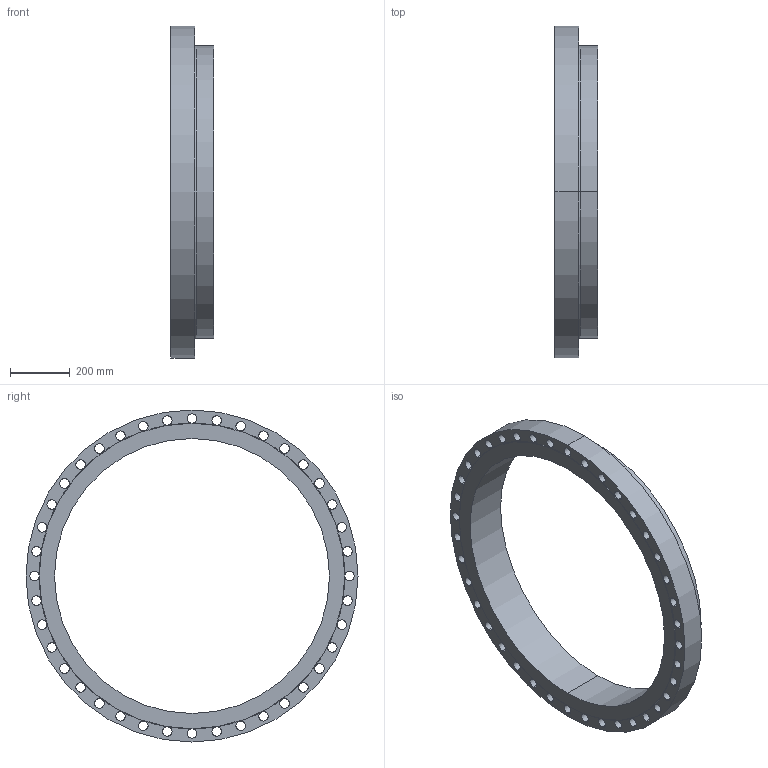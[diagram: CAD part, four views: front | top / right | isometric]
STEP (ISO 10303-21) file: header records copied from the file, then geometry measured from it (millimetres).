
FILE_DESCRIPTION (( 'STEP AP203' ), '1' );
FILE_NAME ('36_CL350_B161_RF_SOF.STEP', '2024-01-12T04:15:24', ( '' ), ( '' ), 'SwSTEP 2.0', 'SolidWorks 2023', '' );
FILE_SCHEMA (( 'CONFIG_CONTROL_DESIGN' ));
Length unit declared in the file: inch
Products named in the file (1): 36_CL350_B161_RF_SOF
Bounding box: 144.46 x 1111.25 x 1111.25 mm (x, y, z)
Volume: 27302595.2 mm3; surface area: 1748209.7 mm2
Topology: 1 solids, 1 shells, 94 faces, 344 edges, 214 vertices
Faces by surface type: cylinder 88, plane 4, torus 2
Entity records: 4019 total; most frequent: DIRECTION 790, ORIENTED_EDGE 688, CARTESIAN_POINT 653, AXIS2_PLACEMENT_3D 351, EDGE_CURVE 344, CIRCLE 256, VERTEX_POINT 214, EDGE_LOOP 138
